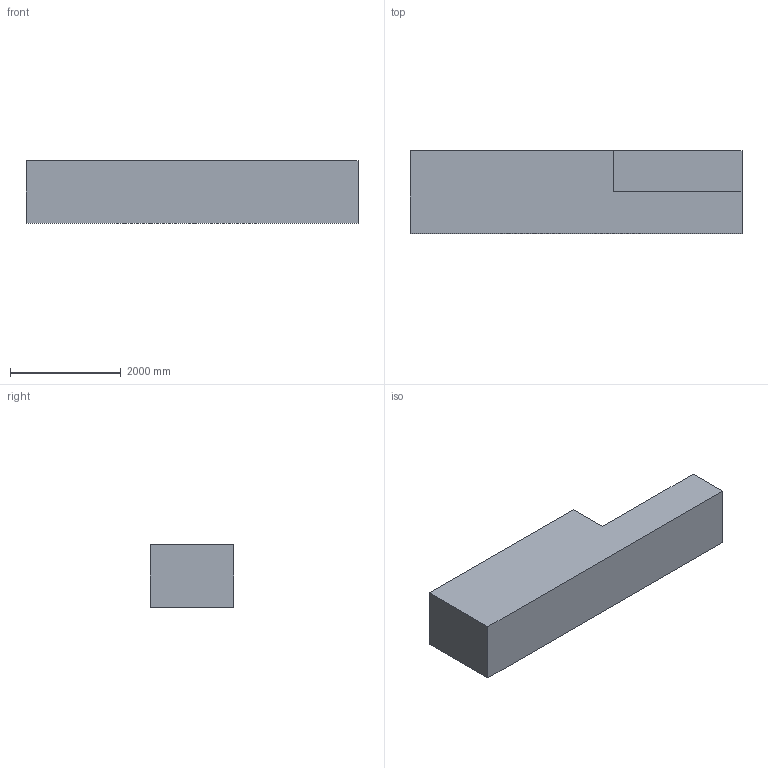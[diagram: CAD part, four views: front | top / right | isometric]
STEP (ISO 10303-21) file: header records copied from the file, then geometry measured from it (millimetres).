
FILE_DESCRIPTION(/* description */ (''),/* implementation_level */ '2;1');
FILE_NAME(/* name */ 'Wheelhouse v1.step',/* time_stamp */ '2022-11-12T17:28:00+09:00',/* author */ (''),/* organization */ (''),/* preprocessor_version */ 'ST-DEVELOPER v19.2',/* originating_system */ 'Autodesk Translation Framework v11.17.0.187',/* authorisation */ '');
FILE_SCHEMA (('AUTOMOTIVE_DESIGN { 1 0 10303 214 3 1 1 }'));
Length unit declared in the file: millimetre
Products named in the file (1): Wheelhouse
Bounding box: 6000 x 1500 x 1134 mm (x, y, z)
Volume: 7809716902.2 mm3; surface area: 38957229.9 mm2
Topology: 1 solids, 1 shells, 80 faces, 211 edges, 140 vertices
Faces by surface type: plane 45, cylinder 34, cone 1
Full cylindrical faces by diameter (mm): 122.7 x1, 142.7 x1, 158.7 x1, 280 x1, 412 x1, 432 x2
Entity records: 2571 total; most frequent: DIRECTION 440, CARTESIAN_POINT 436, ORIENTED_EDGE 422, EDGE_CURVE 211, AXIS2_PLACEMENT_3D 150, LINE 140, VECTOR 140, VERTEX_POINT 140
